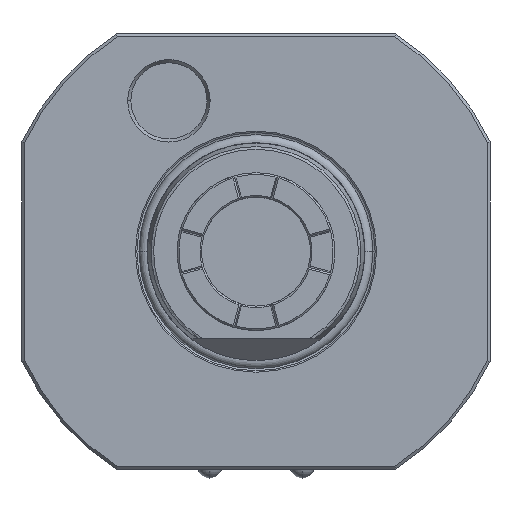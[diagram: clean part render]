
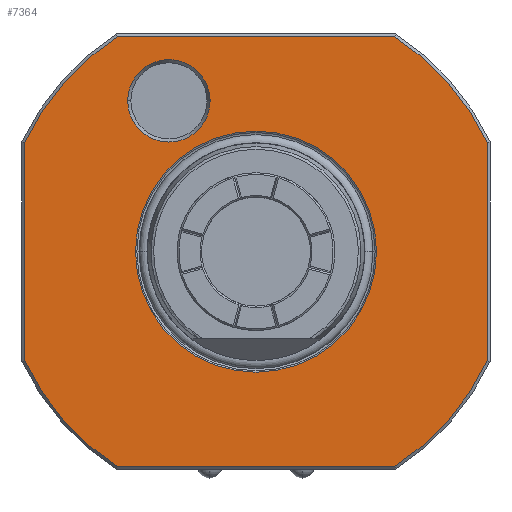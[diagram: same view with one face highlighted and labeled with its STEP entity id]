
A CAD part, left-side view. The second image highlights one B-rep face of the part: STEP entity #7364.
In plain terms, the highlighted planar face has unit normal (-1, 0, 0).
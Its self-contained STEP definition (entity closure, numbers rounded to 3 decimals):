
#230=CARTESIAN_POINT('',(-76.,0.,0.));
#231=DIRECTION('',(1.,0.,0.));
#232=DIRECTION('',(0.,-0.904,-0.427));
#233=AXIS2_PLACEMENT_3D('',#230,#231,#232);
#235=DIRECTION('',(0.,-1.,0.));
#236=VECTOR('',#235,50.942);
#237=CARTESIAN_POINT('',(-76.,25.471,-39.5));
#238=LINE('',#237,#236);
#239=CARTESIAN_POINT('',(-76.,0.,0.));
#240=DIRECTION('',(1.,0.,0.));
#241=DIRECTION('',(0.,0.542,-0.84));
#242=AXIS2_PLACEMENT_3D('',#239,#240,#241);
#244=DIRECTION('',(0.,0.,-1.));
#245=VECTOR('',#244,40.138);
#246=CARTESIAN_POINT('',(-76.,42.5,20.069));
#247=LINE('',#246,#245);
#248=CARTESIAN_POINT('',(-76.,0.,0.));
#249=DIRECTION('',(1.,0.,0.));
#250=DIRECTION('',(0.,0.904,0.427));
#251=AXIS2_PLACEMENT_3D('',#248,#249,#250);
#253=DIRECTION('',(0.,1.,0.));
#254=VECTOR('',#253,50.942);
#255=CARTESIAN_POINT('',(-76.,-25.471,39.5));
#256=LINE('',#255,#254);
#257=CARTESIAN_POINT('',(-76.,0.,0.));
#258=DIRECTION('',(1.,0.,0.));
#259=DIRECTION('',(0.,-0.542,0.84));
#260=AXIS2_PLACEMENT_3D('',#257,#258,#259);
#262=DIRECTION('',(0.,0.,1.));
#263=VECTOR('',#262,40.138);
#264=CARTESIAN_POINT('',(-76.,-42.5,
-20.069));
#265=LINE('',#264,#263);
#266=CARTESIAN_POINT('',(-76.,0.,0.));
#267=DIRECTION('',(1.,0.,0.));
#268=DIRECTION('',(0.,-1.,0.));
#269=AXIS2_PLACEMENT_3D('',#266,#267,#268);
#271=CARTESIAN_POINT('',(-76.,0.,0.));
#272=DIRECTION('',(1.,0.,0.));
#273=DIRECTION('',(0.,1.,0.));
#274=AXIS2_PLACEMENT_3D('',#271,#272,#273);
#276=CARTESIAN_POINT('',(-76.,16.,27.713));
#277=DIRECTION('',(1.,0.,0.));
#278=DIRECTION('',(0.,-1.,0.));
#279=AXIS2_PLACEMENT_3D('',#276,#277,#278);
#281=CARTESIAN_POINT('',(-76.,16.,27.713));
#282=DIRECTION('',(1.,0.,0.));
#283=DIRECTION('',(0.,1.,0.));
#284=AXIS2_PLACEMENT_3D('',#281,#282,#283);
#6457=CARTESIAN_POINT('',(-76.,-22.15,0.));
#6458=CARTESIAN_POINT('',(-76.,22.15,0.));
#6459=VERTEX_POINT('',#6457);
#6460=VERTEX_POINT('',#6458);
#6461=CARTESIAN_POINT('',(-76.,8.423,27.713));
#6462=CARTESIAN_POINT('',(-76.,23.577,27.713));
#6463=VERTEX_POINT('',#6461);
#6464=VERTEX_POINT('',#6462);
#6465=CARTESIAN_POINT('',(-76.,-42.5,-20.07));
#6466=CARTESIAN_POINT('',(-76.,-25.471,-39.5));
#6467=VERTEX_POINT('',#6465);
#6468=VERTEX_POINT('',#6466);
#6473=CARTESIAN_POINT('',(-76.,-25.471,39.5));
#6474=CARTESIAN_POINT('',(-76.,-42.5,20.07));
#6475=VERTEX_POINT('',#6473);
#6476=VERTEX_POINT('',#6474);
#6497=CARTESIAN_POINT('',(-76.,42.5,20.07));
#6498=CARTESIAN_POINT('',(-76.,25.471,39.5));
#6499=VERTEX_POINT('',#6497);
#6500=VERTEX_POINT('',#6498);
#6505=CARTESIAN_POINT('',(-76.,25.471,-39.5));
#6506=CARTESIAN_POINT('',(-76.,42.5,-20.07));
#6507=VERTEX_POINT('',#6505);
#6508=VERTEX_POINT('',#6506);
#7330=CARTESIAN_POINT('',(-76.,0.,0.));
#7331=DIRECTION('',(-1.,0.,0.));
#7332=DIRECTION('',(0.,1.,0.));
#7333=AXIS2_PLACEMENT_3D('',#7330,#7331,#7332);
#7334=PLANE('',#7333);
#7336=ORIENTED_EDGE('',*,*,#7335,.T.);
#7338=ORIENTED_EDGE('',*,*,#7337,.F.);
#7340=ORIENTED_EDGE('',*,*,#7339,.T.);
#7342=ORIENTED_EDGE('',*,*,#7341,.F.);
#7344=ORIENTED_EDGE('',*,*,#7343,.T.);
#7346=ORIENTED_EDGE('',*,*,#7345,.F.);
#7347=ORIENTED_EDGE('',*,*,#7320,.T.);
#7349=ORIENTED_EDGE('',*,*,#7348,.F.);
#7350=EDGE_LOOP('',(#7336,#7338,#7340,#7342,#7344,#7346,#7347,#7349));
#7351=FACE_OUTER_BOUND('',#7350,.F.);
#7353=ORIENTED_EDGE('',*,*,#7352,.F.);
#7355=ORIENTED_EDGE('',*,*,#7354,.F.);
#7356=EDGE_LOOP('',(#7353,#7355));
#7357=FACE_BOUND('',#7356,.F.);
#7359=ORIENTED_EDGE('',*,*,#7358,.F.);
#7361=ORIENTED_EDGE('',*,*,#7360,.F.);
#7362=EDGE_LOOP('',(#7359,#7361));
#7363=FACE_BOUND('',#7362,.F.);
#234=CIRCLE('',#233,47.001);
#243=CIRCLE('',#242,47.001);
#252=CIRCLE('',#251,47.001);
#261=CIRCLE('',#260,47.001);
#270=CIRCLE('',#269,22.15);
#275=CIRCLE('',#274,22.15);
#280=CIRCLE('',#279,7.577);
#285=CIRCLE('',#284,7.577);
#7320=EDGE_CURVE('',#6475,#6476,#261,.T.);
#7335=EDGE_CURVE('',#6467,#6468,#234,.T.);
#7337=EDGE_CURVE('',#6507,#6468,#238,.T.);
#7339=EDGE_CURVE('',#6507,#6508,#243,.T.);
#7341=EDGE_CURVE('',#6499,#6508,#247,.T.);
#7343=EDGE_CURVE('',#6499,#6500,#252,.T.);
#7345=EDGE_CURVE('',#6475,#6500,#256,.T.);
#7348=EDGE_CURVE('',#6467,#6476,#265,.T.);
#7352=EDGE_CURVE('',#6459,#6460,#270,.T.);
#7354=EDGE_CURVE('',#6460,#6459,#275,.T.);
#7358=EDGE_CURVE('',#6463,#6464,#280,.T.);
#7360=EDGE_CURVE('',#6464,#6463,#285,.T.);
#7364=ADVANCED_FACE('',(#7351,#7357,#7363),#7334,.T.);
